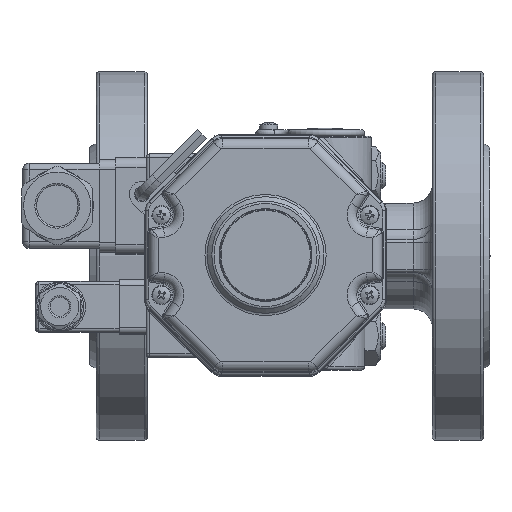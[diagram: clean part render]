
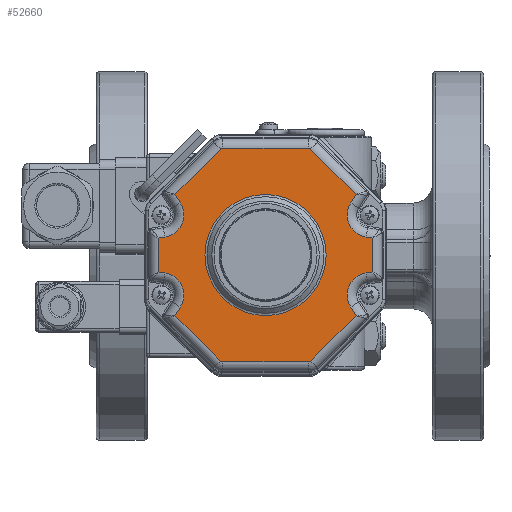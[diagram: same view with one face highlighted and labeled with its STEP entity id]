
A CAD part, top view. The second image highlights one B-rep face of the part: STEP entity #52660.
In plain terms, the highlighted face is planar.
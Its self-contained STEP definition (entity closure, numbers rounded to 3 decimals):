
#5559=CIRCLE('',#65425,1.);
#5564=CIRCLE('',#65433,1.);
#5572=CIRCLE('',#65446,7.);
#5581=CIRCLE('',#65460,1.);
#5585=CIRCLE('',#65467,7.);
#5589=CIRCLE('',#65472,1.);
#5624=CIRCLE('',#65559,7.);
#5625=CIRCLE('',#65560,7.);
#5626=CIRCLE('',#65561,18.914);
#19115=ORIENTED_EDGE('',*,*,#27643,.T.);
#19116=ORIENTED_EDGE('',*,*,#27822,.T.);
#19117=ORIENTED_EDGE('',*,*,#27633,.T.);
#19118=ORIENTED_EDGE('',*,*,#27629,.T.);
#19119=ORIENTED_EDGE('',*,*,#27635,.T.);
#19120=ORIENTED_EDGE('',*,*,#27638,.T.);
#19121=ORIENTED_EDGE('',*,*,#27645,.T.);
#19122=ORIENTED_EDGE('',*,*,#27650,.T.);
#19123=ORIENTED_EDGE('',*,*,#27660,.T.);
#19124=ORIENTED_EDGE('',*,*,#27666,.T.);
#19125=ORIENTED_EDGE('',*,*,#27669,.T.);
#19126=ORIENTED_EDGE('',*,*,#27680,.T.);
#19127=ORIENTED_EDGE('',*,*,#27691,.T.);
#19128=ORIENTED_EDGE('',*,*,#27697,.T.);
#19129=ORIENTED_EDGE('',*,*,#27703,.T.);
#19130=ORIENTED_EDGE('',*,*,#27707,.T.);
#19131=ORIENTED_EDGE('',*,*,#27701,.T.);
#19132=ORIENTED_EDGE('',*,*,#27695,.T.);
#19133=ORIENTED_EDGE('',*,*,#27689,.T.);
#19134=ORIENTED_EDGE('',*,*,#27684,.T.);
#19135=ORIENTED_EDGE('',*,*,#27674,.T.);
#19136=ORIENTED_EDGE('',*,*,#27823,.T.);
#19137=ORIENTED_EDGE('',*,*,#27664,.T.);
#19138=ORIENTED_EDGE('',*,*,#27654,.T.);
#19139=ORIENTED_EDGE('',*,*,#27824,.T.);
#27629=EDGE_CURVE('',#32824,#32826,#36787,.T.);
#27633=EDGE_CURVE('',#32827,#32824,#36790,.T.);
#27635=EDGE_CURVE('',#32826,#32830,#5559,.T.);
#27638=EDGE_CURVE('',#32830,#32832,#36791,.T.);
#27643=EDGE_CURVE('',#32833,#32836,#36794,.T.);
#27645=EDGE_CURVE('',#32832,#32838,#5564,.T.);
#27650=EDGE_CURVE('',#32838,#32841,#36795,.T.);
#27654=EDGE_CURVE('',#32842,#32833,#36798,.T.);
#27660=EDGE_CURVE('',#32841,#32847,#36799,.T.);
#27664=EDGE_CURVE('',#32848,#32842,#36802,.T.);
#27666=EDGE_CURVE('',#32847,#32851,#5572,.T.);
#27669=EDGE_CURVE('',#32851,#32853,#36803,.T.);
#27674=EDGE_CURVE('',#32854,#32857,#36806,.T.);
#27680=EDGE_CURVE('',#32853,#32861,#36807,.T.);
#27684=EDGE_CURVE('',#32862,#32854,#36810,.T.);
#27689=EDGE_CURVE('',#32865,#32862,#5581,.T.);
#27691=EDGE_CURVE('',#32861,#32868,#36811,.T.);
#27695=EDGE_CURVE('',#32869,#32865,#36814,.T.);
#27697=EDGE_CURVE('',#32868,#32872,#5585,.T.);
#27701=EDGE_CURVE('',#32873,#32869,#5589,.T.);
#27703=EDGE_CURVE('',#32872,#32876,#36815,.T.);
#27707=EDGE_CURVE('',#32876,#32873,#36818,.T.);
#27822=EDGE_CURVE('',#32836,#32827,#5624,.T.);
#27823=EDGE_CURVE('',#32857,#32848,#5625,.T.);
#27824=EDGE_CURVE('',#32940,#32940,#5626,.T.);
#32824=VERTEX_POINT('',#107733);
#32826=VERTEX_POINT('',#107752);
#32827=VERTEX_POINT('',#107757);
#32830=VERTEX_POINT('',#107764);
#32832=VERTEX_POINT('',#107770);
#32833=VERTEX_POINT('',#107789);
#32836=VERTEX_POINT('',#107794);
#32838=VERTEX_POINT('',#107799);
#32841=VERTEX_POINT('',#107878);
#32842=VERTEX_POINT('',#107897);
#32847=VERTEX_POINT('',#108016);
#32848=VERTEX_POINT('',#108021);
#32851=VERTEX_POINT('',#108028);
#32853=VERTEX_POINT('',#108048);
#32854=VERTEX_POINT('',#108067);
#32857=VERTEX_POINT('',#108072);
#32861=VERTEX_POINT('',#108203);
#32862=VERTEX_POINT('',#108208);
#32865=VERTEX_POINT('',#108273);
#32868=VERTEX_POINT('',#108280);
#32869=VERTEX_POINT('',#108285);
#32872=VERTEX_POINT('',#108292);
#32873=VERTEX_POINT('',#108297);
#32876=VERTEX_POINT('',#108318);
#32940=VERTEX_POINT('',#108605);
#36787=LINE('',#107753,#40589);
#36790=LINE('',#107760,#40592);
#36791=LINE('',#107771,#40593);
#36794=LINE('',#107795,#40596);
#36795=LINE('',#107879,#40597);
#36798=LINE('',#107900,#40600);
#36799=LINE('',#108017,#40601);
#36802=LINE('',#108024,#40604);
#36803=LINE('',#108049,#40605);
#36806=LINE('',#108073,#40608);
#36807=LINE('',#108204,#40609);
#36810=LINE('',#108211,#40612);
#36811=LINE('',#108281,#40613);
#36814=LINE('',#108288,#40616);
#36815=LINE('',#108319,#40617);
#36818=LINE('',#108339,#40620);
#40589=VECTOR('',#79610,1000.);
#40592=VECTOR('',#79617,1000.);
#40593=VECTOR('',#79630,1000.);
#40596=VECTOR('',#79637,1000.);
#40597=VECTOR('',#79650,1000.);
#40600=VECTOR('',#79655,1000.);
#40601=VECTOR('',#79664,1000.);
#40604=VECTOR('',#79671,1000.);
#40605=VECTOR('',#79682,1000.);
#40608=VECTOR('',#79689,1000.);
#40609=VECTOR('',#79696,1000.);
#40612=VECTOR('',#79703,1000.);
#40613=VECTOR('',#79718,1000.);
#40616=VECTOR('',#79725,1000.);
#40617=VECTOR('',#79744,1000.);
#40620=VECTOR('',#79749,1000.);
#44268=EDGE_LOOP('',(#19115,#19116,#19117,#19118,#19119,#19120,#19121,#19122,
#19123,#19124,#19125,#19126,#19127,#19128,#19129,#19130,#19131,#19132,#19133,
#19134,#19135,#19136,#19137,#19138));
#44269=EDGE_LOOP('',(#19139));
#48042=FACE_BOUND('',#44268,.T.);
#48043=FACE_BOUND('',#44269,.T.);
#49659=PLANE('',#65558);
#52660=ADVANCED_FACE('',(#48042,#48043),#49659,.T.);
#65425=AXIS2_PLACEMENT_3D('',#107765,#79622,#79623);
#65433=AXIS2_PLACEMENT_3D('',#107800,#79642,#79643);
#65446=AXIS2_PLACEMENT_3D('',#108029,#79676,#79677);
#65460=AXIS2_PLACEMENT_3D('',#108276,#79712,#79713);
#65467=AXIS2_PLACEMENT_3D('',#108293,#79730,#79731);
#65472=AXIS2_PLACEMENT_3D('',#108300,#79740,#79741);
#65558=AXIS2_PLACEMENT_3D('',#108601,#79996,#79997);
#65559=AXIS2_PLACEMENT_3D('',#108602,#79998,#79999);
#65560=AXIS2_PLACEMENT_3D('',#108603,#80000,#80001);
#65561=AXIS2_PLACEMENT_3D('',#108604,#80002,#80003);
#79610=DIRECTION('',(-0.707,0.,0.707));
#79617=DIRECTION('',(-0.844,0.,-0.536));
#79622=DIRECTION('',(0.,1.,0.));
#79623=DIRECTION('',(0.,0.,1.));
#79630=DIRECTION('',(0.,0.,1.));
#79637=DIRECTION('',(-0.156,0.,0.988));
#79642=DIRECTION('',(0.,1.,0.));
#79643=DIRECTION('',(0.,0.,1.));
#79650=DIRECTION('',(0.707,0.,0.707));
#79655=DIRECTION('',(-1.,0.,0.));
#79664=DIRECTION('',(0.844,0.,-0.536));
#79671=DIRECTION('',(-0.156,0.,-0.988));
#79676=DIRECTION('',(0.,-1.,0.));
#79677=DIRECTION('',(0.,0.,1.));
#79682=DIRECTION('',(0.156,0.,0.988));
#79689=DIRECTION('',(-0.844,0.,0.536));
#79696=DIRECTION('',(1.,0.,0.));
#79703=DIRECTION('',(-0.707,0.,-0.707));
#79712=DIRECTION('',(0.,1.,0.));
#79713=DIRECTION('',(0.,0.,1.));
#79718=DIRECTION('',(0.156,0.,-0.988));
#79725=DIRECTION('',(0.,0.,-1.));
#79730=DIRECTION('',(0.,-1.,0.));
#79731=DIRECTION('',(0.,0.,1.));
#79740=DIRECTION('',(0.,1.,0.));
#79741=DIRECTION('',(0.,0.,1.));
#79744=DIRECTION('',(0.844,0.,0.536));
#79749=DIRECTION('',(0.707,0.,-0.707));
#79996=DIRECTION('',(0.,1.,0.));
#79997=DIRECTION('',(0.,0.,1.));
#79998=DIRECTION('',(0.,-1.,0.));
#79999=DIRECTION('',(0.,0.,1.));
#80000=DIRECTION('',(0.,-1.,0.));
#80001=DIRECTION('',(0.,0.,1.));
#80002=DIRECTION('',(0.,-1.,0.));
#80003=DIRECTION('',(0.,0.,1.));
#107733=CARTESIAN_POINT('',(-18.939,26.,-28.296));
#107752=CARTESIAN_POINT('',(-33.107,26.,-14.128));
#107753=CARTESIAN_POINT('',(-33.107,26.,-14.128));
#107757=CARTESIAN_POINT('',(-16.251,26.,-26.59));
#107760=CARTESIAN_POINT('',(-20.292,26.,-29.154));
#107764=CARTESIAN_POINT('',(-33.4,26.,-13.421));
#107765=CARTESIAN_POINT('',(-32.4,26.,-13.421));
#107770=CARTESIAN_POINT('',(-33.4,26.,13.421));
#107771=CARTESIAN_POINT('',(-33.4,26.,13.421));
#107789=CARTESIAN_POINT('',(-5.27,26.,-33.4));
#107794=CARTESIAN_POINT('',(-5.586,26.,-31.405));
#107795=CARTESIAN_POINT('',(-10.302,26.,-1.632));
#107799=CARTESIAN_POINT('',(-33.107,26.,14.128));
#107800=CARTESIAN_POINT('',(-32.4,26.,13.421));
#107878=CARTESIAN_POINT('',(-18.939,26.,28.296));
#107879=CARTESIAN_POINT('',(-17.806,26.,29.429));
#107897=CARTESIAN_POINT('',(5.27,26.,-33.4));
#107900=CARTESIAN_POINT('',(-6.978,26.,-33.4));
#108016=CARTESIAN_POINT('',(-16.251,26.,26.59));
#108017=CARTESIAN_POINT('',(7.364,26.,11.603));
#108021=CARTESIAN_POINT('',(5.586,26.,-31.405));
#108024=CARTESIAN_POINT('',(5.003,26.,-35.087));
#108028=CARTESIAN_POINT('',(-5.586,26.,31.405));
#108029=CARTESIAN_POINT('',(-12.5,26.,32.5));
#108048=CARTESIAN_POINT('',(-5.27,26.,33.4));
#108049=CARTESIAN_POINT('',(-5.003,26.,35.087));
#108067=CARTESIAN_POINT('',(18.939,26.,-28.296));
#108072=CARTESIAN_POINT('',(16.251,26.,-26.59));
#108073=CARTESIAN_POINT('',(-7.364,26.,-11.603));
#108203=CARTESIAN_POINT('',(5.27,26.,33.4));
#108204=CARTESIAN_POINT('',(6.978,26.,33.4));
#108208=CARTESIAN_POINT('',(33.107,26.,-14.128));
#108211=CARTESIAN_POINT('',(17.806,26.,-29.429));
#108273=CARTESIAN_POINT('',(33.4,26.,-13.421));
#108276=CARTESIAN_POINT('',(32.4,26.,-13.421));
#108280=CARTESIAN_POINT('',(5.586,26.,31.405));
#108281=CARTESIAN_POINT('',(10.302,26.,1.632));
#108285=CARTESIAN_POINT('',(33.4,26.,13.421));
#108288=CARTESIAN_POINT('',(33.4,26.,-13.421));
#108292=CARTESIAN_POINT('',(16.251,26.,26.59));
#108293=CARTESIAN_POINT('',(12.5,26.,32.5));
#108297=CARTESIAN_POINT('',(33.107,26.,14.128));
#108300=CARTESIAN_POINT('',(32.4,26.,13.421));
#108318=CARTESIAN_POINT('',(18.939,26.,28.296));
#108319=CARTESIAN_POINT('',(20.292,26.,29.154));
#108339=CARTESIAN_POINT('',(33.107,26.,14.128));
#108601=CARTESIAN_POINT('',(0.,26.,0.));
#108602=CARTESIAN_POINT('',(-12.5,26.,-32.5));
#108603=CARTESIAN_POINT('',(12.5,26.,-32.5));
#108604=CARTESIAN_POINT('',(0.,26.,0.));
#108605=CARTESIAN_POINT('',(0.,26.,18.914));
